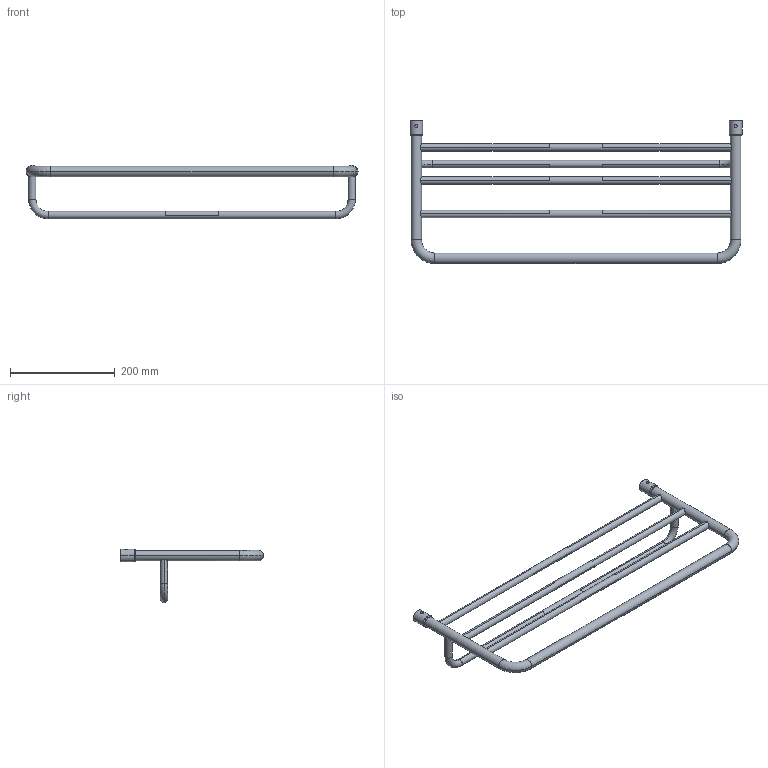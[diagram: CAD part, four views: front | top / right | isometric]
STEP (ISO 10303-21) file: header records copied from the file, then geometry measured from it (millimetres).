
FILE_DESCRIPTION((''),'2;1');
FILE_NAME('XX43-24_WEB','2010-09-24T',('project'),(''),'PRO/ENGINEER BY PARAMETRIC TECHNOLOGY CORPORATION, 2009300','PRO/ENGINEER BY PARAMETRIC TECHNOLOGY CORPORATION, 2009300','');
FILE_SCHEMA(('CONFIG_CONTROL_DESIGN'));
Length unit declared in the file: inch
Products named in the file (1): XX43-24_WEB
Bounding box: 633.59 x 272.9 x 102 mm (x, y, z)
Volume: 729649.3 mm3; surface area: 183108.7 mm2
Topology: 1 solids, 1 shells, 64 faces, 188 edges, 128 vertices
Faces by surface type: cylinder 38, torus 12, plane 10, cone 4
Entity records: 2570 total; most frequent: CARTESIAN_POINT 786, ORIENTED_EDGE 376, DIRECTION 360, EDGE_CURVE 188, AXIS2_PLACEMENT_3D 148, VERTEX_POINT 128, CIRCLE 84, EDGE_LOOP 78
